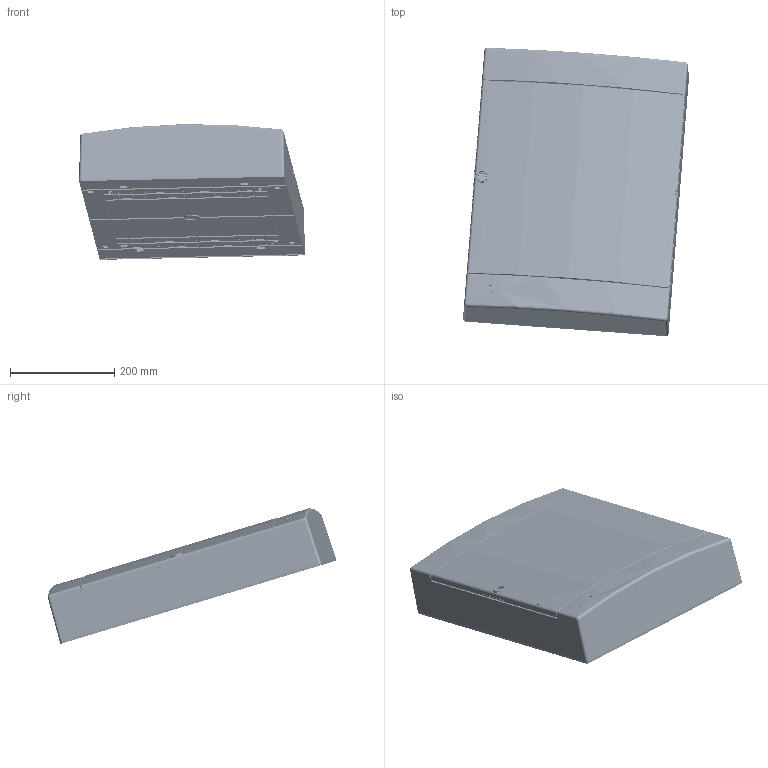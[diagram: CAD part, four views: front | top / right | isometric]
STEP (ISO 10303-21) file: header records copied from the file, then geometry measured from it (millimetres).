
FILE_DESCRIPTION((''),'2;1');
FILE_NAME('001101301_3DFILE_ASM','2024-08-12T12:11:50',('klemen.sitar'),('Audax d.o.o.'),'CREO PARAMETRIC BY PTC INC, 2021304','CREO PARAMETRIC BY PTC INC, 2021304','');
FILE_SCHEMA(('AP242_MANAGED_MODEL_BASED_3D_ENGINEERING_MIM_LF { 1 0 10303 442 1 1 4 }'));
Products named in the file (26): FRONT_ECT_3X18; PIN_1_2_3_4_5_6; SCREW_M4X8_1_2_3_4; ETI_LOGO_1_2_3_4_5_6_7_8_1; ETI_LOGO_1_2_3_4_5_6_7_8_2; ETI_LOGO_1_2_3_4_5_6_7_8_3; ETI_LOGO_1_2_3_4_5_6_7_8_ASM; TH_18_RAIL; GNIAZDKO_PART_A_1_2_3; AS-C_4X10_1_2_3; AW-R_4_1_2_3; AN-H_4_1_2_3; GNIAZDKO_PART_B_1_2_3; AS-C_4X16_1_2_3; GNIAZDKO_1_2_3_ASM; PM-PER_2X18_RJ_1; ECT_3X18_PO_MEDIA_MOD_ASM; 001101315_3DFILE_ASM; VRATA__N3X18C__1_2_1; DNO_N3X18-C_1; IT_TABLA_N3X18C_ASM_1_ASM; ETI_LOGO_1_1_1_1_1_2_3_4_5_1; ETI_LOGO_2_1_1_1_1_2_3_4_5_1; ETI_LOGO_3_1_1_1_1_2_3_4_5_1; ECT_3X18_MEDIA_PO_ASM; 001101301_3DFILE_ASM
Assembly tree (36 placements, depth 5):
  001101301_3DFILE_ASM
    001101315_3DFILE_ASM
      ECT_3X18_PO_MEDIA_MOD_ASM
        FRONT_ECT_3X18
        PIN_1_2_3_4_5_6  x4
        SCREW_M4X8_1_2_3_4  x6
        ETI_LOGO_1_2_3_4_5_6_7_8_ASM
          ETI_LOGO_1_2_3_4_5_6_7_8_1
          ETI_LOGO_1_2_3_4_5_6_7_8_2
          ETI_LOGO_1_2_3_4_5_6_7_8_3
        TH_18_RAIL
        GNIAZDKO_1_2_3_ASM
          GNIAZDKO_PART_A_1_2_3
          AS-C_4X10_1_2_3  x2
          AW-R_4_1_2_3  x2
          AN-H_4_1_2_3  x2
          GNIAZDKO_PART_B_1_2_3
          AS-C_4X16_1_2_3
        PM-PER_2X18_RJ_1
    ECT_3X18_MEDIA_PO_ASM
      IT_TABLA_N3X18C_ASM_1_ASM
        VRATA__N3X18C__1_2_1
        DNO_N3X18-C_1
      ETI_LOGO_1_1_1_1_1_2_3_4_5_1
      ETI_LOGO_2_1_1_1_1_2_3_4_5_1
      ETI_LOGO_3_1_1_1_1_2_3_4_5_1
Bounding box: 433.89 x 553.82 x 260.36 mm (x, y, z)
Volume: 1835777.6 mm3; surface area: 1792539.2 mm2
Topology: 30 solids, 30 shells, 5457 faces, 15489 edges, 10224 vertices
Faces by surface type: plane 2883, cylinder 2103, cone 347, torus 78, bspline 30, sphere 10, extrusion 6
Entity records: 255759 total; most frequent: CARTESIAN_POINT 33838, DIRECTION 29377, ORIENTED_EDGE 29214, PRESENTATION_STYLE_ASSIGNMENT 19661, STYLED_ITEM 19661, CURVE_STYLE 14613, EDGE_CURVE 14607, AXIS2_PLACEMENT_3D 10295
